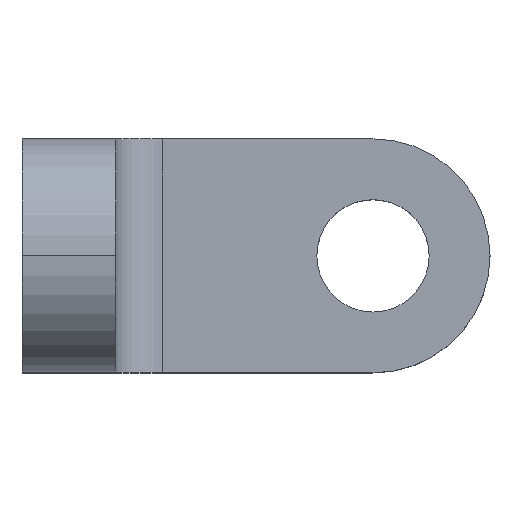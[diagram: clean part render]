
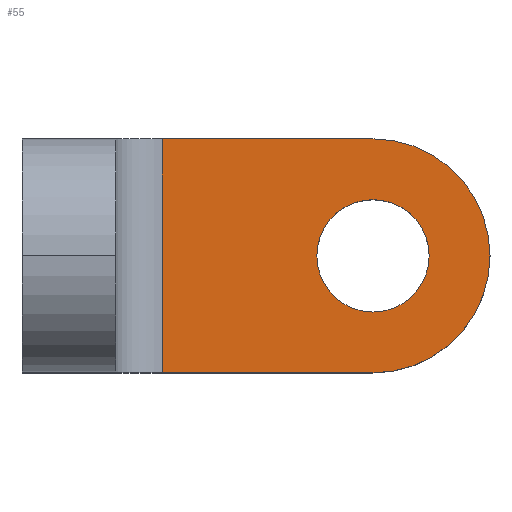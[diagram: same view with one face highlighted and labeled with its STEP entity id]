
A CAD part, top view. The second image highlights one B-rep face of the part: STEP entity #55.
In plain terms, the highlighted planar face has unit normal (0, 0, 1).
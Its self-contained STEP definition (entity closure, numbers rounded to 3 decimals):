
#4 = EDGE_CURVE ( 'NONE', #291, #369, #585, .T. ) ;
#36 = EDGE_CURVE ( 'NONE', #243, #305, #461, .T. ) ;
#41 = EDGE_CURVE ( 'NONE', #346, #370, #487, .T. ) ;
#46 = EDGE_CURVE ( 'NONE', #369, #291, #649, .T. ) ;
#47 = EDGE_CURVE ( 'NONE', #370, #305, #498, .T. ) ;
#48 = EDGE_CURVE ( 'NONE', #243, #346, #653, .T. ) ;
#55 = ADVANCED_FACE ( 'NONE', ( #536, #537 ), #538, .F. ) ;
#129 = CARTESIAN_POINT ( 'NONE',  ( 37.5, -12.5, 6. ) ) ;
#134 = CARTESIAN_POINT ( 'NONE',  ( 15., 12.5, 6. ) ) ;
#138 = CARTESIAN_POINT ( 'NONE',  ( 37.5, -6., 6. ) ) ;
#144 = CARTESIAN_POINT ( 'NONE',  ( 15., -12.5, 6. ) ) ;
#146 = CARTESIAN_POINT ( 'NONE',  ( 37.5, 12.5, 6. ) ) ;
#150 = CARTESIAN_POINT ( 'NONE',  ( 37.5, 6., 6. ) ) ;
#237 = EDGE_LOOP ( 'NONE', ( #358, #357, #324, #325 ) ) ;
#243 = VERTEX_POINT ( 'NONE', #129 ) ;
#281 = EDGE_LOOP ( 'NONE', ( #310, #355 ) ) ;
#291 = VERTEX_POINT ( 'NONE', #138 ) ;
#305 = VERTEX_POINT ( 'NONE', #144 ) ;
#310 = ORIENTED_EDGE ( 'NONE', *, *, #46, .T. ) ;
#324 = ORIENTED_EDGE ( 'NONE', *, *, #36, .F. ) ;
#325 = ORIENTED_EDGE ( 'NONE', *, *, #48, .T. ) ;
#346 = VERTEX_POINT ( 'NONE', #146 ) ;
#355 = ORIENTED_EDGE ( 'NONE', *, *, #4, .T. ) ;
#357 = ORIENTED_EDGE ( 'NONE', *, *, #47, .T. ) ;
#358 = ORIENTED_EDGE ( 'NONE', *, *, #41, .T. ) ;
#369 = VERTEX_POINT ( 'NONE', #150 ) ;
#370 = VERTEX_POINT ( 'NONE', #134 ) ;
#382 = CARTESIAN_POINT ( 'NONE',  ( 37.5, 0., 6. ) ) ;
#383 = DIRECTION ( 'NONE',  ( 0., 0., -1. ) ) ;
#384 = DIRECTION ( 'NONE',  ( -1., 0., 0. ) ) ;
#461 = LINE ( 'NONE', #474, #636 ) ;
#474 = CARTESIAN_POINT ( 'NONE',  ( 50., -12.5, 6. ) ) ;
#475 = DIRECTION ( 'NONE',  ( -1., 0., 0. ) ) ;
#487 = LINE ( 'NONE', #488, #644 ) ;
#488 = CARTESIAN_POINT ( 'NONE',  ( 50., 12.5, 6. ) ) ;
#489 = DIRECTION ( 'NONE',  ( -1., 0., 0. ) ) ;
#498 = LINE ( 'NONE', #499, #651 ) ;
#499 = CARTESIAN_POINT ( 'NONE',  ( 15., 12.5, 6. ) ) ;
#503 = CARTESIAN_POINT ( 'NONE',  ( 37.5, 0., 6. ) ) ;
#504 = DIRECTION ( 'NONE',  ( 0., 0., -1. ) ) ;
#505 = DIRECTION ( 'NONE',  ( -1., 0., 0. ) ) ;
#506 = DIRECTION ( 'NONE',  ( 0., -1., 0. ) ) ;
#509 = CARTESIAN_POINT ( 'NONE',  ( 37.5, 0., 6. ) ) ;
#510 = DIRECTION ( 'NONE',  ( 0., 0., 1. ) ) ;
#511 = DIRECTION ( 'NONE',  ( -1., 0., 0. ) ) ;
#532 = CARTESIAN_POINT ( 'NONE',  ( 50., 12.5, 6. ) ) ;
#536 = FACE_BOUND ( 'NONE', #281, .T. ) ;
#537 = FACE_OUTER_BOUND ( 'NONE', #237, .T. ) ;
#538 = PLANE ( 'NONE',  #664 ) ;
#540 = DIRECTION ( 'NONE',  ( 0., 0., -1. ) ) ;
#541 = DIRECTION ( 'NONE',  ( -1., 0., 0. ) ) ;
#585 = CIRCLE ( 'NONE', #588, 6. ) ;
#588 = AXIS2_PLACEMENT_3D ( 'NONE', #382, #383, #384 ) ;
#636 = VECTOR ( 'NONE', #475, 1000. ) ;
#644 = VECTOR ( 'NONE', #489, 1000. ) ;
#649 = CIRCLE ( 'NONE', #652, 6. ) ;
#651 = VECTOR ( 'NONE', #506, 1000. ) ;
#652 = AXIS2_PLACEMENT_3D ( 'NONE', #503, #504, #505 ) ;
#653 = CIRCLE ( 'NONE', #655, 12.5 ) ;
#655 = AXIS2_PLACEMENT_3D ( 'NONE', #509, #510, #511 ) ;
#664 = AXIS2_PLACEMENT_3D ( 'NONE', #532, #540, #541 ) ;
